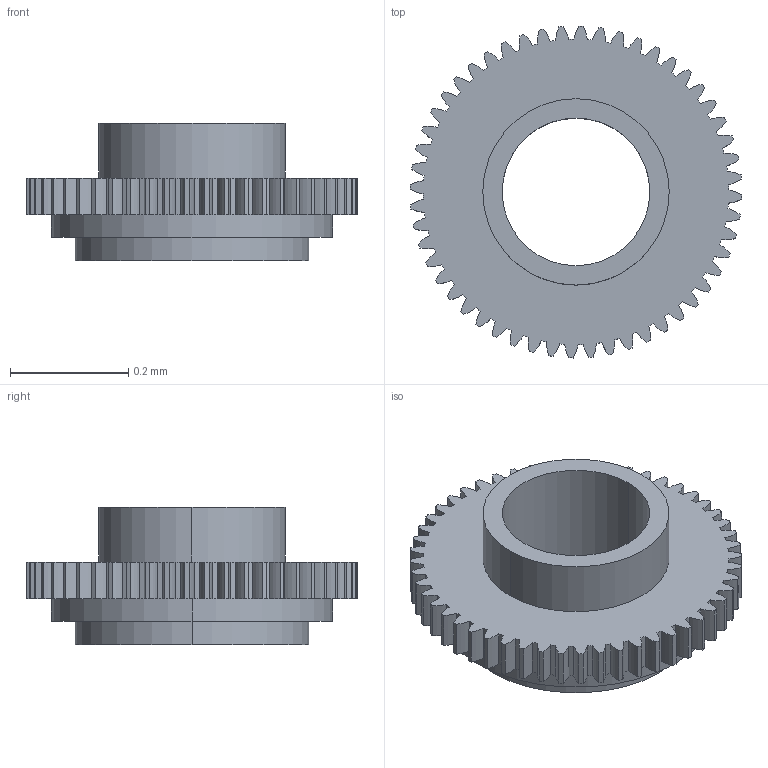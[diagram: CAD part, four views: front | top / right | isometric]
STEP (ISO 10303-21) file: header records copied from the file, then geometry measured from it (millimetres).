
FILE_DESCRIPTION(('produced by SPATIAL CORP'),'2;1');
FILE_NAME( 'sh-r44357-000-u.hh.sat.stp','2002-04-22T18:10:10+00:00',( 'SPATIAL CORP'),('SPATIAL CORP'),'ACIS STEP Husk', 'http://www.spatial.com','SPATIAL CORP');
FILE_SCHEMA(('CONFIG_CONTROL_DESIGN'));
Length unit declared in the file: millimetre
Products named in the file (1): PRODUCT_ID_1
Bounding box: 0.56 x 0.56 x 0.23 mm (x, y, z)
Volume: 0 mm3; surface area: 1 mm2
Topology: 1 solids, 1 shells, 224 faces, 654 edges, 436 vertices
Faces by surface type: cylinder 218, plane 6
Entity records: 7453 total; most frequent: DIRECTION 1406, ORIENTED_EDGE 1308, CARTESIAN_POINT 1248, EDGE_CURVE 654, AXIS2_PLACEMENT_3D 594, VERTEX_POINT 436, CIRCLE 426, EDGE_LOOP 230
